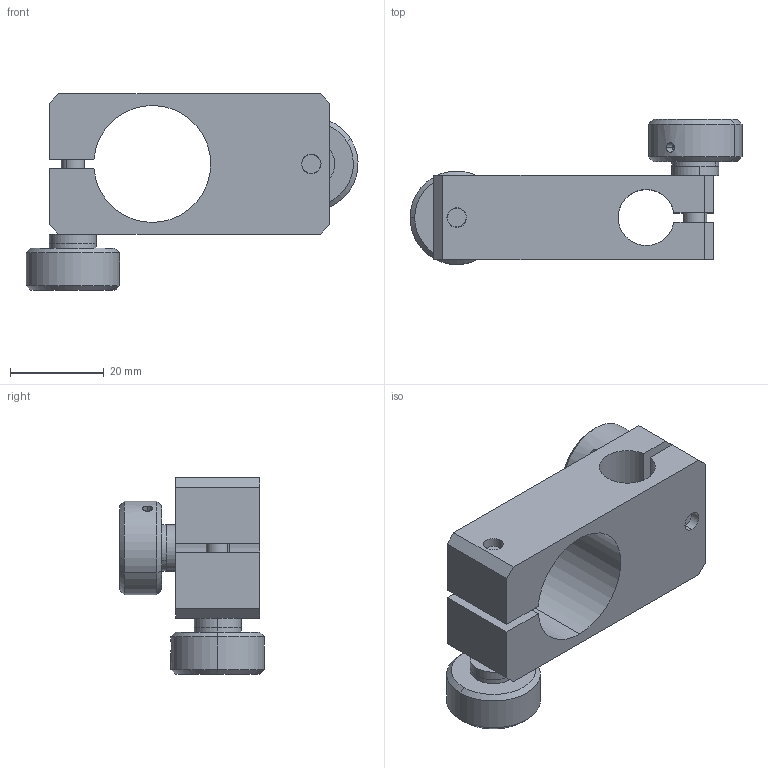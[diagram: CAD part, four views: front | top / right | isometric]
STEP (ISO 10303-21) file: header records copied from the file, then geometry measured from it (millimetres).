
FILE_DESCRIPTION (( 'STEP AP203' ), '1' );
FILE_NAME ('PPC2512.step', '2019-05-09T09:10:00', ( '' ), ( '' ), 'SwSTEP 2.0', 'SolidWorks 2016', '' );
FILE_SCHEMA (( 'CONFIG_CONTROL_DESIGN' ));
Length unit declared in the file: millimetre
Products named in the file (1): PPC2512
Bounding box: 70.99 x 31 x 42 mm (x, y, z)
Surface area: 12734.9 mm2 (no closed solid volume)
Topology: 0 solids, 12 shells, 97 faces, 494 edges, 404 vertices
Faces by surface type: plane 57, cylinder 32, cone 8
Entity records: 5078 total; most frequent: CARTESIAN_POINT 1132, DIRECTION 760, ORIENTED_EDGE 678, EDGE_CURVE 494, LINE 408, VECTOR 408, VERTEX_POINT 404, AXIS2_PLACEMENT_3D 176
